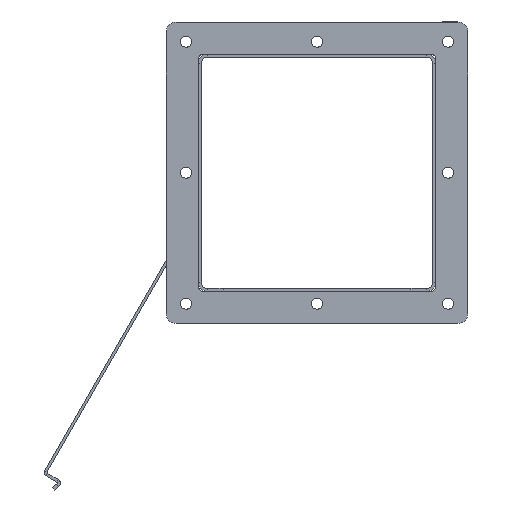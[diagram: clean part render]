
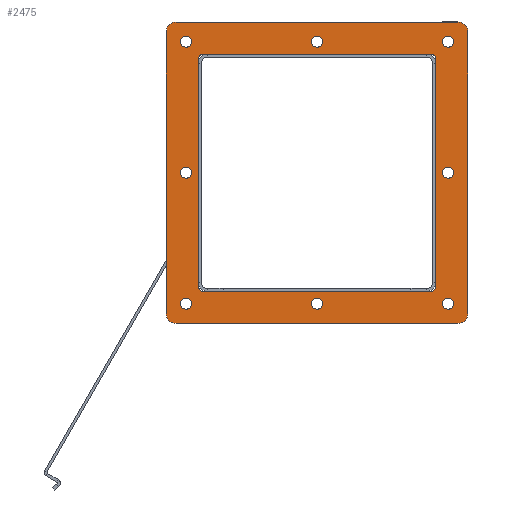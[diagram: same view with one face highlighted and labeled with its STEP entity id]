
A CAD part, front view. The second image highlights one B-rep face of the part: STEP entity #2475.
In plain terms, the highlighted face is planar.
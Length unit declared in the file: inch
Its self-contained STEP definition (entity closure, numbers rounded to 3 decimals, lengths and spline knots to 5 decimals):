
#89=FACE_BOUND($,#457,.T.);
#90=FACE_BOUND($,#458,.T.);
#91=FACE_BOUND($,#459,.T.);
#92=FACE_BOUND($,#460,.T.);
#93=FACE_BOUND($,#461,.T.);
#94=FACE_BOUND($,#462,.T.);
#95=FACE_BOUND($,#463,.T.);
#96=FACE_BOUND($,#464,.T.);
#97=FACE_BOUND($,#465,.T.);
#98=FACE_BOUND($,#466,.T.);
#180=PLANE($,#2687);
#457=EDGE_LOOP($,(#1883));
#458=EDGE_LOOP($,(#1884));
#459=EDGE_LOOP($,(#1885));
#460=EDGE_LOOP($,(#1886));
#461=EDGE_LOOP($,(#1887,#1888,#1889,#1890,#1891,#1892,#1893,#1894));
#462=EDGE_LOOP($,(#1895,#1896,#1897,#1898,#1899,#1900,#1901,#1902));
#463=EDGE_LOOP($,(#1903));
#464=EDGE_LOOP($,(#1904));
#465=EDGE_LOOP($,(#1905));
#466=EDGE_LOOP($,(#1906));
#584=CIRCLE($,#2632,0.125);
#586=CIRCLE($,#2636,0.125);
#588=CIRCLE($,#2640,0.125);
#590=CIRCLE($,#2644,0.125);
#592=CIRCLE($,#2648,0.14063);
#594=CIRCLE($,#2651,0.14063);
#596=CIRCLE($,#2654,0.14063);
#598=CIRCLE($,#2657,0.14063);
#599=CIRCLE($,#2659,0.25);
#608=CIRCLE($,#2671,0.25);
#609=CIRCLE($,#2674,0.25);
#610=CIRCLE($,#2677,0.25);
#611=CIRCLE($,#2679,0.14063);
#612=CIRCLE($,#2681,0.14063);
#613=CIRCLE($,#2683,0.14063);
#614=CIRCLE($,#2685,0.14063);
#721=LINE($,#3753,#947);
#724=LINE($,#3764,#950);
#728=LINE($,#3776,#954);
#731=LINE($,#3785,#957);
#737=LINE($,#3821,#963);
#743=LINE($,#3849,#969);
#746=LINE($,#3857,#972);
#748=LINE($,#3875,#974);
#947=VECTOR($,#3019,5.75);
#950=VECTOR($,#3030,5.75);
#954=VECTOR($,#3042,5.75);
#957=VECTOR($,#3053,5.75);
#963=VECTOR($,#3091,7.125);
#969=VECTOR($,#3119,7.125);
#972=VECTOR($,#3128,7.125);
#974=VECTOR($,#3152,7.125);
#1151=VERTEX_POINT($,#3743);
#1152=VERTEX_POINT($,#3745);
#1154=VERTEX_POINT($,#3751);
#1157=VERTEX_POINT($,#3758);
#1158=VERTEX_POINT($,#3760);
#1161=VERTEX_POINT($,#3770);
#1162=VERTEX_POINT($,#3772);
#1164=VERTEX_POINT($,#3781);
#1166=VERTEX_POINT($,#3790);
#1168=VERTEX_POINT($,#3795);
#1170=VERTEX_POINT($,#3800);
#1172=VERTEX_POINT($,#3805);
#1173=VERTEX_POINT($,#3808);
#1174=VERTEX_POINT($,#3809);
#1178=VERTEX_POINT($,#3819);
#1188=VERTEX_POINT($,#3843);
#1189=VERTEX_POINT($,#3847);
#1190=VERTEX_POINT($,#3851);
#1191=VERTEX_POINT($,#3855);
#1192=VERTEX_POINT($,#3859);
#1193=VERTEX_POINT($,#3863);
#1194=VERTEX_POINT($,#3866);
#1195=VERTEX_POINT($,#3869);
#1196=VERTEX_POINT($,#3872);
#1389=EDGE_CURVE($,#1151,#1152,#584,.T.);
#1393=EDGE_CURVE($,#1151,#1154,#721,.T.);
#1396=EDGE_CURVE($,#1157,#1158,#586,.T.);
#1398=EDGE_CURVE($,#1157,#1152,#724,.T.);
#1402=EDGE_CURVE($,#1161,#1162,#588,.T.);
#1404=EDGE_CURVE($,#1161,#1158,#728,.T.);
#1408=EDGE_CURVE($,#1164,#1154,#590,.T.);
#1409=EDGE_CURVE($,#1164,#1162,#731,.T.);
#1412=EDGE_CURVE($,#1166,#1166,#592,.T.);
#1414=EDGE_CURVE($,#1168,#1168,#594,.T.);
#1416=EDGE_CURVE($,#1170,#1170,#596,.T.);
#1418=EDGE_CURVE($,#1172,#1172,#598,.T.);
#1419=EDGE_CURVE($,#1173,#1174,#599,.T.);
#1425=EDGE_CURVE($,#1178,#1173,#737,.T.);
#1436=EDGE_CURVE($,#1188,#1178,#608,.T.);
#1439=EDGE_CURVE($,#1189,#1188,#743,.T.);
#1440=EDGE_CURVE($,#1190,#1189,#609,.T.);
#1443=EDGE_CURVE($,#1191,#1190,#746,.T.);
#1444=EDGE_CURVE($,#1192,#1191,#610,.T.);
#1446=EDGE_CURVE($,#1193,#1193,#611,.T.);
#1447=EDGE_CURVE($,#1194,#1194,#612,.T.);
#1448=EDGE_CURVE($,#1195,#1195,#613,.T.);
#1449=EDGE_CURVE($,#1196,#1196,#614,.T.);
#1450=EDGE_CURVE($,#1174,#1192,#748,.T.);
#1883=ORIENTED_EDGE($,*,*,#1412,.T.);
#1884=ORIENTED_EDGE($,*,*,#1414,.T.);
#1885=ORIENTED_EDGE($,*,*,#1416,.T.);
#1886=ORIENTED_EDGE($,*,*,#1418,.T.);
#1887=ORIENTED_EDGE($,*,*,#1419,.F.);
#1888=ORIENTED_EDGE($,*,*,#1425,.F.);
#1889=ORIENTED_EDGE($,*,*,#1436,.F.);
#1890=ORIENTED_EDGE($,*,*,#1439,.F.);
#1891=ORIENTED_EDGE($,*,*,#1440,.F.);
#1892=ORIENTED_EDGE($,*,*,#1443,.F.);
#1893=ORIENTED_EDGE($,*,*,#1444,.F.);
#1894=ORIENTED_EDGE($,*,*,#1450,.F.);
#1895=ORIENTED_EDGE($,*,*,#1393,.T.);
#1896=ORIENTED_EDGE($,*,*,#1408,.F.);
#1897=ORIENTED_EDGE($,*,*,#1409,.T.);
#1898=ORIENTED_EDGE($,*,*,#1402,.F.);
#1899=ORIENTED_EDGE($,*,*,#1404,.T.);
#1900=ORIENTED_EDGE($,*,*,#1396,.F.);
#1901=ORIENTED_EDGE($,*,*,#1398,.T.);
#1902=ORIENTED_EDGE($,*,*,#1389,.F.);
#1903=ORIENTED_EDGE($,*,*,#1446,.T.);
#1904=ORIENTED_EDGE($,*,*,#1447,.T.);
#1905=ORIENTED_EDGE($,*,*,#1448,.T.);
#1906=ORIENTED_EDGE($,*,*,#1449,.T.);
#2475=ADVANCED_FACE($,(#89,#90,#91,#92,#93,#94,#95,#96,#97,#98),#180,.T.);
#2632=AXIS2_PLACEMENT_3D($,#3746,#3012,#3013);
#2636=AXIS2_PLACEMENT_3D($,#3761,#3025,#3026);
#2640=AXIS2_PLACEMENT_3D($,#3773,#3037,#3038);
#2644=AXIS2_PLACEMENT_3D($,#3783,#3049,#3050);
#2648=AXIS2_PLACEMENT_3D($,#3791,#3059,#3060);
#2651=AXIS2_PLACEMENT_3D($,#3796,#3065,#3066);
#2654=AXIS2_PLACEMENT_3D($,#3801,#3071,#3072);
#2657=AXIS2_PLACEMENT_3D($,#3806,#3077,#3078);
#2659=AXIS2_PLACEMENT_3D($,#3810,#3081,#3082);
#2671=AXIS2_PLACEMENT_3D($,#3844,#3113,#3114);
#2674=AXIS2_PLACEMENT_3D($,#3852,#3122,#3123);
#2677=AXIS2_PLACEMENT_3D($,#3860,#3131,#3132);
#2679=AXIS2_PLACEMENT_3D($,#3864,#3136,#3137);
#2681=AXIS2_PLACEMENT_3D($,#3867,#3140,#3141);
#2683=AXIS2_PLACEMENT_3D($,#3870,#3144,#3145);
#2685=AXIS2_PLACEMENT_3D($,#3873,#3148,#3149);
#2687=AXIS2_PLACEMENT_3D($,#3876,#3153,#3154);
#3012=DIRECTION('center_axis',(0.,0.,1.));
#3013=DIRECTION('ref_axis',(-0.707,-0.707,0.));
#3019=DIRECTION($,(0.,1.,0.));
#3025=DIRECTION('center_axis',(0.,0.,1.));
#3026=DIRECTION('ref_axis',(0.707,-0.707,0.));
#3030=DIRECTION($,(-1.,0.,0.));
#3037=DIRECTION('center_axis',(0.,0.,1.));
#3038=DIRECTION('ref_axis',(0.707,0.707,0.));
#3042=DIRECTION($,(0.,-1.,0.));
#3049=DIRECTION('center_axis',(0.,0.,1.));
#3050=DIRECTION('ref_axis',(-0.707,0.707,0.));
#3053=DIRECTION($,(1.,0.,0.));
#3059=DIRECTION('center_axis',(0.,0.,-1.));
#3060=DIRECTION('ref_axis',(-1.,0.,0.));
#3065=DIRECTION('center_axis',(0.,0.,-1.));
#3066=DIRECTION('ref_axis',(-1.,0.,0.));
#3071=DIRECTION('center_axis',(0.,0.,-1.));
#3072=DIRECTION('ref_axis',(-1.,0.,0.));
#3077=DIRECTION('center_axis',(0.,0.,-1.));
#3078=DIRECTION('ref_axis',(-1.,0.,0.));
#3081=DIRECTION('center_axis',(0.,0.,-1.));
#3082=DIRECTION('ref_axis',(-0.707,-0.707,0.));
#3091=DIRECTION($,(-1.,0.,0.));
#3113=DIRECTION('center_axis',(0.,0.,-1.));
#3114=DIRECTION('ref_axis',(0.707,-0.707,0.));
#3119=DIRECTION($,(0.,-1.,0.));
#3122=DIRECTION('center_axis',(0.,0.,-1.));
#3123=DIRECTION('ref_axis',(0.707,0.707,0.));
#3128=DIRECTION($,(1.,0.,0.));
#3131=DIRECTION('center_axis',(0.,0.,-1.));
#3132=DIRECTION('ref_axis',(-0.707,0.707,0.));
#3136=DIRECTION('center_axis',(0.,0.,-1.));
#3137=DIRECTION('ref_axis',(-1.,0.,0.));
#3140=DIRECTION('center_axis',(0.,0.,-1.));
#3141=DIRECTION('ref_axis',(-1.,0.,0.));
#3144=DIRECTION('center_axis',(0.,0.,-1.));
#3145=DIRECTION('ref_axis',(-1.,0.,0.));
#3148=DIRECTION('center_axis',(0.,0.,-1.));
#3149=DIRECTION('ref_axis',(-1.,0.,0.));
#3152=DIRECTION($,(0.,1.,0.));
#3153=DIRECTION('center_axis',(0.,0.,1.));
#3154=DIRECTION('ref_axis',(1.,0.,0.));
#3743=CARTESIAN_POINT('',(-3.,-2.875,0.125));
#3745=CARTESIAN_POINT('',(-2.875,-3.,0.125));
#3746=CARTESIAN_POINT('Origin',(-2.875,-2.875,0.125));
#3751=CARTESIAN_POINT('',(-3.,2.875,0.125));
#3753=CARTESIAN_POINT($,(-3.,-1.5,0.125));
#3758=CARTESIAN_POINT('',(2.875,-3.,0.125));
#3760=CARTESIAN_POINT('',(3.,-2.875,0.125));
#3761=CARTESIAN_POINT('Origin',(2.875,-2.875,0.125));
#3764=CARTESIAN_POINT($,(1.5,-3.,0.125));
#3770=CARTESIAN_POINT('',(3.,2.875,0.125));
#3772=CARTESIAN_POINT('',(2.875,3.,0.125));
#3773=CARTESIAN_POINT('Origin',(2.875,2.875,0.125));
#3776=CARTESIAN_POINT($,(3.,1.5,0.125));
#3781=CARTESIAN_POINT('',(-2.875,3.,0.125));
#3783=CARTESIAN_POINT('Origin',(-2.875,2.875,0.125));
#3785=CARTESIAN_POINT($,(-1.5,3.,0.125));
#3790=CARTESIAN_POINT('',(3.45313,0.,0.125));
#3791=CARTESIAN_POINT('Origin',(3.3125,0.,0.125));
#3795=CARTESIAN_POINT('',(0.14063,3.3125,0.125));
#3796=CARTESIAN_POINT('Origin',(0.,3.3125,0.125));
#3800=CARTESIAN_POINT('',(-3.17188,0.,0.125));
#3801=CARTESIAN_POINT('Origin',(-3.3125,0.,0.125));
#3805=CARTESIAN_POINT('',(0.14063,-3.3125,0.125));
#3806=CARTESIAN_POINT('Origin',(0.,-3.3125,0.125));
#3808=CARTESIAN_POINT('',(-3.5625,-3.8125,0.125));
#3809=CARTESIAN_POINT('',(-3.8125,-3.5625,0.125));
#3810=CARTESIAN_POINT('Origin',(-3.5625,-3.5625,0.125));
#3819=CARTESIAN_POINT('',(3.5625,-3.8125,0.125));
#3821=CARTESIAN_POINT($,(-3.8125,-3.8125,0.125));
#3843=CARTESIAN_POINT('',(3.8125,-3.5625,0.125));
#3844=CARTESIAN_POINT('Origin',(3.5625,-3.5625,0.125));
#3847=CARTESIAN_POINT('',(3.8125,3.5625,0.125));
#3849=CARTESIAN_POINT($,(3.8125,-3.8125,0.125));
#3851=CARTESIAN_POINT('',(3.5625,3.8125,0.125));
#3852=CARTESIAN_POINT('Origin',(3.5625,3.5625,0.125));
#3855=CARTESIAN_POINT('',(-3.5625,3.8125,0.125));
#3857=CARTESIAN_POINT($,(3.8125,3.8125,0.125));
#3859=CARTESIAN_POINT('',(-3.8125,3.5625,0.125));
#3860=CARTESIAN_POINT('Origin',(-3.5625,3.5625,0.125));
#3863=CARTESIAN_POINT('',(-3.17188,3.3125,0.125));
#3864=CARTESIAN_POINT('Origin',(-3.3125,3.3125,0.125));
#3866=CARTESIAN_POINT('',(-3.17188,-3.3125,0.125));
#3867=CARTESIAN_POINT('Origin',(-3.3125,-3.3125,0.125));
#3869=CARTESIAN_POINT('',(3.45313,-3.3125,0.125));
#3870=CARTESIAN_POINT('Origin',(3.3125,-3.3125,0.125));
#3872=CARTESIAN_POINT('',(3.45313,3.3125,0.125));
#3873=CARTESIAN_POINT('Origin',(3.3125,3.3125,0.125));
#3875=CARTESIAN_POINT($,(-3.8125,3.8125,0.125));
#3876=CARTESIAN_POINT('Origin',(0.,0.,
0.125));
